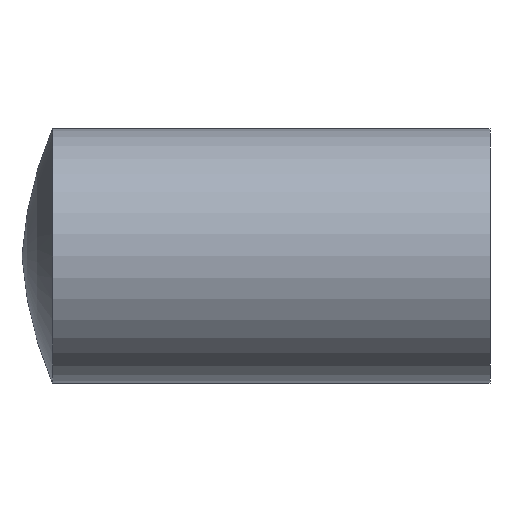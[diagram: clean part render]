
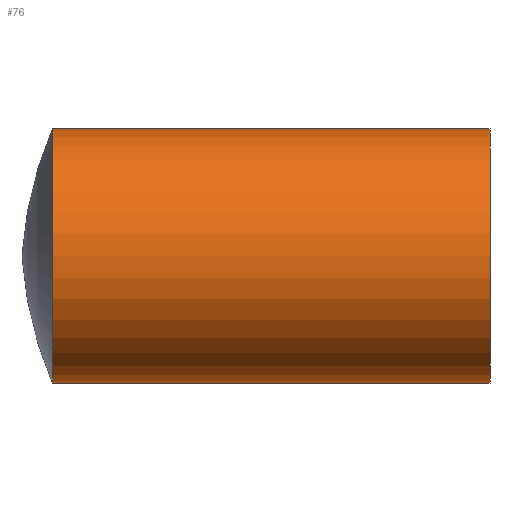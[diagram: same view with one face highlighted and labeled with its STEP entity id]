
A CAD part, left-side view. The second image highlights one B-rep face of the part: STEP entity #76.
In plain terms, the highlighted cylindrical face has radius 12.5 mm (diameter 25 mm), a partial arc.
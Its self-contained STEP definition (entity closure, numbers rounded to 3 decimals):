
#4 = AXIS2_PLACEMENT_3D ( 'NONE', #5, #95, #190 ) ;
#5 = CARTESIAN_POINT ( 'NONE',  ( 0., 43.025, 0. ) ) ;
#11 = VERTEX_POINT ( 'NONE', #255 ) ;
#32 = VERTEX_POINT ( 'NONE', #39 ) ;
#39 = CARTESIAN_POINT ( 'NONE',  ( 0., 43.025, 12.5 ) ) ;
#40 = DIRECTION ( 'NONE',  ( 0., 0., -1. ) ) ;
#43 = VECTOR ( 'NONE', #187, 1000. ) ;
#49 = DIRECTION ( 'NONE',  ( 0., 0., -1. ) ) ;
#59 = EDGE_LOOP ( 'NONE', ( #203, #63, #106, #104 ) ) ;
#63 = ORIENTED_EDGE ( 'NONE', *, *, #284, .T. ) ;
#64 = CYLINDRICAL_SURFACE ( 'NONE', #159, 12.5 ) ;
#66 = LINE ( 'NONE', #135, #94 ) ;
#76 = ADVANCED_FACE ( 'NONE', ( #280 ), #64, .T. ) ;
#93 = CIRCLE ( 'NONE', #4, 12.5 ) ;
#94 = VECTOR ( 'NONE', #234, 1000. ) ;
#95 = DIRECTION ( 'NONE',  ( 0., -1., 0. ) ) ;
#102 = AXIS2_PLACEMENT_3D ( 'NONE', #189, #265, #49 ) ;
#104 = ORIENTED_EDGE ( 'NONE', *, *, #269, .F. ) ;
#106 = ORIENTED_EDGE ( 'NONE', *, *, #204, .T. ) ;
#113 = LINE ( 'NONE', #211, #43 ) ;
#135 = CARTESIAN_POINT ( 'NONE',  ( 0., 0., -12.5 ) ) ;
#150 = VERTEX_POINT ( 'NONE', #181 ) ;
#156 = CARTESIAN_POINT ( 'NONE',  ( 0., 0., 0. ) ) ;
#159 = AXIS2_PLACEMENT_3D ( 'NONE', #156, #257, #40 ) ;
#181 = CARTESIAN_POINT ( 'NONE',  ( 0., 0., -12.5 ) ) ;
#187 = DIRECTION ( 'NONE',  ( 0., -1., 0. ) ) ;
#189 = CARTESIAN_POINT ( 'NONE',  ( 0., 0., 0. ) ) ;
#190 = DIRECTION ( 'NONE',  ( 0., 0., -1. ) ) ;
#203 = ORIENTED_EDGE ( 'NONE', *, *, #242, .F. ) ;
#204 = EDGE_CURVE ( 'NONE', #11, #150, #66, .T. ) ;
#211 = CARTESIAN_POINT ( 'NONE',  ( 0., 0., 12.5 ) ) ;
#234 = DIRECTION ( 'NONE',  ( 0., -1., 0. ) ) ;
#238 = CIRCLE ( 'NONE', #102, 12.5 ) ;
#242 = EDGE_CURVE ( 'NONE', #32, #244, #113, .T. ) ;
#244 = VERTEX_POINT ( 'NONE', #285 ) ;
#255 = CARTESIAN_POINT ( 'NONE',  ( 0., 43.025, -12.5 ) ) ;
#257 = DIRECTION ( 'NONE',  ( 0., -1., 0. ) ) ;
#265 = DIRECTION ( 'NONE',  ( 0., -1., 0. ) ) ;
#269 = EDGE_CURVE ( 'NONE', #244, #150, #238, .T. ) ;
#280 = FACE_OUTER_BOUND ( 'NONE', #59, .T. ) ;
#284 = EDGE_CURVE ( 'NONE', #32, #11, #93, .T. ) ;
#285 = CARTESIAN_POINT ( 'NONE',  ( 0., 0., 12.5 ) ) ;
